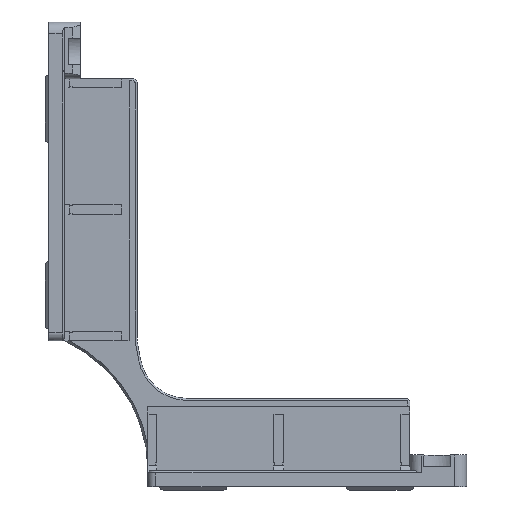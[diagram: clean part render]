
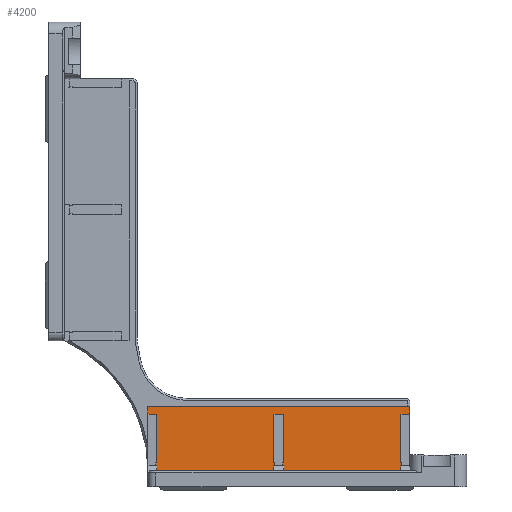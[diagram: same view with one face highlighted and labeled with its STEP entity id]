
A CAD part, top view. The second image highlights one B-rep face of the part: STEP entity #4200.
In plain terms, the highlighted planar face has unit normal (0, 0, 1).
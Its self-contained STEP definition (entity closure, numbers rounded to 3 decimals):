
#295=FACE_OUTER_BOUND('',#525,.T.);
#525=EDGE_LOOP('',(#3608,#3609,#3610,#3611,#3612,#3613,#3614,#3615,#3616,
#3617,#3618,#3619));
#680=LINE('',#5907,#1202);
#957=LINE('',#6572,#1479);
#963=LINE('',#6581,#1485);
#989=LINE('',#6638,#1511);
#1014=LINE('',#6685,#1536);
#1015=LINE('',#6688,#1537);
#1029=LINE('',#6718,#1551);
#1040=LINE('',#6742,#1562);
#1042=LINE('',#6746,#1564);
#1043=LINE('',#6748,#1565);
#1044=LINE('',#6750,#1566);
#1045=LINE('',#6751,#1567);
#1202=VECTOR('',#4749,1000.);
#1479=VECTOR('',#5356,1000.);
#1485=VECTOR('',#5364,1000.);
#1511=VECTOR('',#5414,1000.);
#1536=VECTOR('',#5453,1000.);
#1537=VECTOR('',#5456,1000.);
#1551=VECTOR('',#5492,1000.);
#1562=VECTOR('',#5515,1000.);
#1564=VECTOR('',#5519,10.);
#1565=VECTOR('',#5520,10.);
#1566=VECTOR('',#5521,10.);
#1567=VECTOR('',#5522,1000.);
#1710=VERTEX_POINT('',#5854);
#1723=VERTEX_POINT('',#5906);
#1935=VERTEX_POINT('',#6569);
#1936=VERTEX_POINT('',#6571);
#1950=VERTEX_POINT('',#6623);
#1957=VERTEX_POINT('',#6636);
#1972=VERTEX_POINT('',#6683);
#1973=VERTEX_POINT('',#6687);
#1985=VERTEX_POINT('',#6741);
#1986=VERTEX_POINT('',#6745);
#1987=VERTEX_POINT('',#6747);
#1988=VERTEX_POINT('',#6749);
#2137=EDGE_CURVE('',#1723,#1710,#680,.T.);
#2464=EDGE_CURVE('',#1936,#1935,#957,.T.);
#2470=EDGE_CURVE('',#1935,#1723,#963,.T.);
#2498=EDGE_CURVE('',#1950,#1957,#989,.T.);
#2523=EDGE_CURVE('',#1972,#1957,#1014,.T.);
#2524=EDGE_CURVE('',#1973,#1950,#1015,.T.);
#2539=EDGE_CURVE('',#1936,#1972,#1029,.T.);
#2551=EDGE_CURVE('',#1973,#1985,#1040,.T.);
#2553=EDGE_CURVE('',#1710,#1986,#1042,.T.);
#2554=EDGE_CURVE('',#1986,#1987,#1043,.T.);
#2555=EDGE_CURVE('',#1988,#1987,#1044,.T.);
#2556=EDGE_CURVE('',#1985,#1988,#1045,.T.);
#3608=ORIENTED_EDGE('',*,*,#2553,.T.);
#3609=ORIENTED_EDGE('',*,*,#2554,.T.);
#3610=ORIENTED_EDGE('',*,*,#2555,.F.);
#3611=ORIENTED_EDGE('',*,*,#2556,.F.);
#3612=ORIENTED_EDGE('',*,*,#2551,.F.);
#3613=ORIENTED_EDGE('',*,*,#2524,.T.);
#3614=ORIENTED_EDGE('',*,*,#2498,.T.);
#3615=ORIENTED_EDGE('',*,*,#2523,.F.);
#3616=ORIENTED_EDGE('',*,*,#2539,.F.);
#3617=ORIENTED_EDGE('',*,*,#2464,.T.);
#3618=ORIENTED_EDGE('',*,*,#2470,.T.);
#3619=ORIENTED_EDGE('',*,*,#2137,.T.);
#3982=PLANE('',#4511);
#4200=ADVANCED_FACE('',(#295),#3982,.F.);
#4511=AXIS2_PLACEMENT_3D('',#6744,#5517,#5518);
#4749=DIRECTION('',(0.,1.,0.));
#5356=DIRECTION('',(0.,1.,0.));
#5364=DIRECTION('',(1.,0.,0.));
#5414=DIRECTION('',(1.,0.,0.));
#5453=DIRECTION('',(0.,1.,0.));
#5456=DIRECTION('',(0.,1.,0.));
#5492=DIRECTION('',(-1.,0.,0.));
#5515=DIRECTION('',(-1.,0.,0.));
#5517=DIRECTION('center_axis',(0.,0.,
-1.));
#5518=DIRECTION('ref_axis',(1.,0.,0.));
#5519=DIRECTION('',(-1.,0.,0.));
#5520=DIRECTION('',(0.,-1.,0.));
#5521=DIRECTION('',(-1.,0.,0.));
#5522=DIRECTION('',(0.,1.,0.));
#5854=CARTESIAN_POINT('',(90.9,20.25,2.));
#5906=CARTESIAN_POINT('',(90.9,18.25,2.));
#5907=CARTESIAN_POINT('',(90.9,15.125,2.));
#6569=CARTESIAN_POINT('',(88.9,18.25,2.));
#6571=CARTESIAN_POINT('',(88.9,2.,2.));
#6572=CARTESIAN_POINT('',(88.9,11.125,2.));
#6581=CARTESIAN_POINT('',(89.775,18.25,2.));
#6623=CARTESIAN_POINT('',(56.95,18.25,2.));
#6636=CARTESIAN_POINT('',(58.95,18.25,2.));
#6638=CARTESIAN_POINT('',(57.95,18.25,2.));
#6683=CARTESIAN_POINT('',(58.95,2.,2.));
#6685=CARTESIAN_POINT('',(58.95,11.125,2.));
#6687=CARTESIAN_POINT('',(56.95,2.,2.));
#6688=CARTESIAN_POINT('',(56.95,11.125,2.));
#6718=CARTESIAN_POINT('',(73.925,2.,2.));
#6741=CARTESIAN_POINT('',(27.,2.,2.));
#6742=CARTESIAN_POINT('',(41.975,2.,2.));
#6744=CARTESIAN_POINT('Origin',(41.975,11.125,2.));
#6745=CARTESIAN_POINT('',(25.,20.25,2.));
#6746=CARTESIAN_POINT('',(26.,20.25,2.));
#6747=CARTESIAN_POINT('',(25.,18.25,2.));
#6748=CARTESIAN_POINT('',(25.,11.125,2.));
#6749=CARTESIAN_POINT('',(27.,18.25,2.));
#6750=CARTESIAN_POINT('',(26.,18.25,2.));
#6751=CARTESIAN_POINT('',(27.,11.125,2.));
